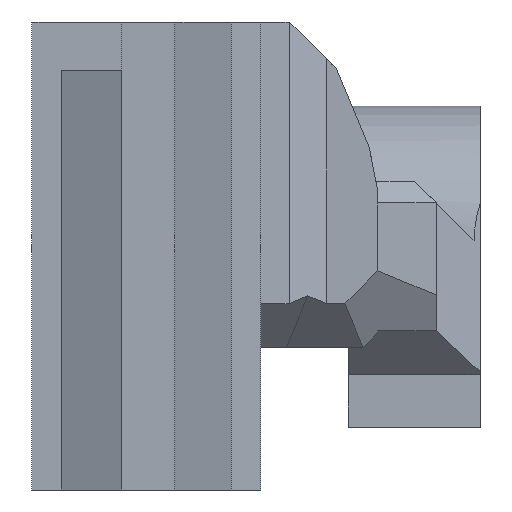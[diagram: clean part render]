
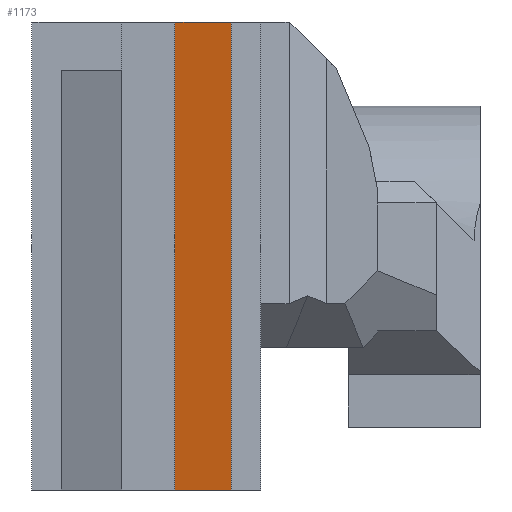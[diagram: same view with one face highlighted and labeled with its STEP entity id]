
A CAD part, left-side view. The second image highlights one B-rep face of the part: STEP entity #1173.
In plain terms, the highlighted planar face has unit normal (-0.436, -0.9, 0).
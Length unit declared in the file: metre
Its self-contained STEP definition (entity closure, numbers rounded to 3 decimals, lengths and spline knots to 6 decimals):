
#59=ORIENTED_EDGE('',*,*,#400,.T.);
#60=ORIENTED_EDGE('',*,*,#397,.F.);
#61=ORIENTED_EDGE('',*,*,#401,.F.);
#62=ORIENTED_EDGE('',*,*,#402,.F.);
#397=EDGE_CURVE('',#566,#567,#685,.T.);
#400=EDGE_CURVE('',#568,#567,#688,.T.);
#401=EDGE_CURVE('',#569,#566,#689,.T.);
#402=EDGE_CURVE('',#568,#569,#690,.T.);
#566=VERTEX_POINT('',#1671);
#567=VERTEX_POINT('',#1672);
#568=VERTEX_POINT('',#1677);
#569=VERTEX_POINT('',#1679);
#685=LINE('',#1670,#844);
#688=LINE('',#1676,#847);
#689=LINE('',#1678,#848);
#690=LINE('',#1680,#849);
#844=VECTOR('',#1350,1.);
#847=VECTOR('',#1355,1.);
#848=VECTOR('',#1356,1.);
#849=VECTOR('',#1357,1.);
#989=EDGE_LOOP('',(#59,#60,#61,#62));
#1053=FACE_BOUND('',#989,.T.);
#1117=PLANE('',#1247);
#1173=ADVANCED_FACE('',(#1053),#1117,.F.);
#1247=AXIS2_PLACEMENT_3D('',#1675,#1353,#1354);
#1350=DIRECTION('',(0.,0.,1.));
#1353=DIRECTION('',(0.436,0.9,0.));
#1354=DIRECTION('',(-0.9,0.436,0.));
#1355=DIRECTION('',(-0.9,0.436,0.));
#1356=DIRECTION('',(-0.9,0.436,0.));
#1357=DIRECTION('',(0.,0.,-1.));
#1670=CARTESIAN_POINT('',(0.023,-0.020277,-0.02214));
#1671=CARTESIAN_POINT('',(0.023,-0.020277,-0.03814));
#1672=CARTESIAN_POINT('',(0.023,-0.020277,-0.00614));
#1675=CARTESIAN_POINT('',(0.030974,-0.02414,-0.03114));
#1676=CARTESIAN_POINT('',(0.031914,-0.024595,-0.00614));
#1677=CARTESIAN_POINT('',(0.030974,-0.02414,-0.00614));
#1678=CARTESIAN_POINT('',(0.032854,-0.025051,-0.03814));
#1679=CARTESIAN_POINT('',(0.030974,-0.02414,-0.03814));
#1680=CARTESIAN_POINT('',(0.030974,-0.02414,-0.01764));
